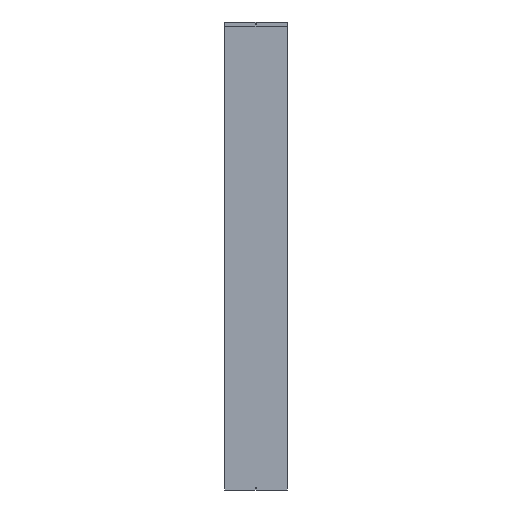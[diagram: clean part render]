
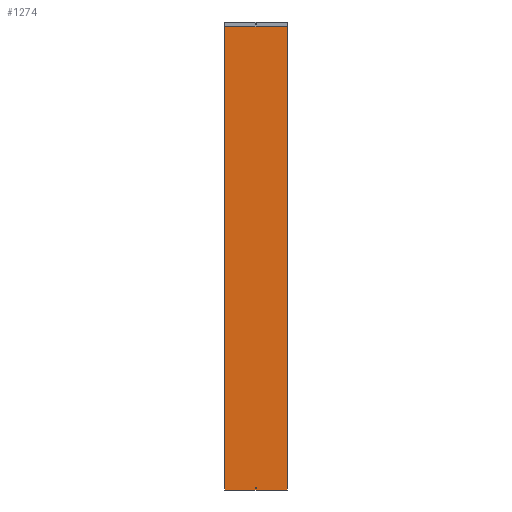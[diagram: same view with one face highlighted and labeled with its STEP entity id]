
A CAD part, front view. The second image highlights one B-rep face of the part: STEP entity #1274.
In plain terms, the highlighted planar face has unit normal (0, -1, 0).
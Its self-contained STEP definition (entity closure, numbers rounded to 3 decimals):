
#9 = VERTEX_POINT ( 'NONE', #880 ) ;
#32 = VERTEX_POINT ( 'NONE', #990 ) ;
#181 = LINE ( 'NONE', #799, #183 ) ;
#183 = VECTOR ( 'NONE', #802, 1000. ) ;
#186 = CIRCLE ( 'NONE', #527, 3.5 ) ;
#188 = LINE ( 'NONE', #784, #190 ) ;
#189 = LINE ( 'NONE', #791, #191 ) ;
#190 = VECTOR ( 'NONE', #767, 1000. ) ;
#191 = VECTOR ( 'NONE', #771, 1000. ) ;
#267 = LINE ( 'NONE', #1040, #271 ) ;
#271 = VECTOR ( 'NONE', #1032, 1000. ) ;
#351 = FACE_BOUND ( 'NONE', #1538, .T. ) ;
#357 = FACE_OUTER_BOUND ( 'NONE', #1546, .T. ) ;
#404 = VERTEX_POINT ( 'NONE', #1412 ) ;
#444 = AXIS2_PLACEMENT_3D ( 'NONE', #1181, #1187, #1188 ) ;
#527 = AXIS2_PLACEMENT_3D ( 'NONE', #777, #773, #776 ) ;
#628 = EDGE_CURVE ( 'NONE', #1864, #1858, #181, .T. ) ;
#631 = EDGE_CURVE ( 'NONE', #404, #404, #186, .T. ) ;
#632 = EDGE_CURVE ( 'NONE', #1864, #32, #189, .T. ) ;
#633 = EDGE_CURVE ( 'NONE', #1858, #9, #188, .T. ) ;
#683 = EDGE_CURVE ( 'NONE', #32, #9, #267, .T. ) ;
#767 = DIRECTION ( 'NONE',  ( 1., 0., 0. ) ) ;
#771 = DIRECTION ( 'NONE',  ( 1., 0., 0. ) ) ;
#773 = DIRECTION ( 'NONE',  ( 0., -1., 0. ) ) ;
#776 = DIRECTION ( 'NONE',  ( 0., 0., 1. ) ) ;
#777 = CARTESIAN_POINT ( 'NONE',  ( 0., 0., 15. ) ) ;
#784 = CARTESIAN_POINT ( 'NONE',  ( -200., 0., 0. ) ) ;
#791 = CARTESIAN_POINT ( 'NONE',  ( -200., 0., 2968. ) ) ;
#799 = CARTESIAN_POINT ( 'NONE',  ( -200., 0., 2969. ) ) ;
#802 = DIRECTION ( 'NONE',  ( 0., 0., -1. ) ) ;
#880 = CARTESIAN_POINT ( 'NONE',  ( 200., 0., 0. ) ) ;
#990 = CARTESIAN_POINT ( 'NONE',  ( 200., 0., 2968. ) ) ;
#1032 = DIRECTION ( 'NONE',  ( 0., 0., -1. ) ) ;
#1040 = CARTESIAN_POINT ( 'NONE',  ( 200., 0., 2969. ) ) ;
#1181 = CARTESIAN_POINT ( 'NONE',  ( -200., 0., 2969. ) ) ;
#1182 = PLANE ( 'NONE',  #444 ) ;
#1187 = DIRECTION ( 'NONE',  ( 0., 1., 0. ) ) ;
#1188 = DIRECTION ( 'NONE',  ( 0., 0., 1. ) ) ;
#1274 = ADVANCED_FACE ( 'NONE', ( #351, #357 ), #1182, .F. ) ;
#1383 = CARTESIAN_POINT ( 'NONE',  ( -200., 0., 0. ) ) ;
#1393 = CARTESIAN_POINT ( 'NONE',  ( -200., 0., 2968. ) ) ;
#1412 = CARTESIAN_POINT ( 'NONE',  ( 0., 0., 18.5 ) ) ;
#1538 = EDGE_LOOP ( 'NONE', ( #1650 ) ) ;
#1546 = EDGE_LOOP ( 'NONE', ( #1649, #1648, #1647, #1646 ) ) ;
#1646 = ORIENTED_EDGE ( 'NONE', *, *, #633, .T. ) ;
#1647 = ORIENTED_EDGE ( 'NONE', *, *, #628, .T. ) ;
#1648 = ORIENTED_EDGE ( 'NONE', *, *, #632, .F. ) ;
#1649 = ORIENTED_EDGE ( 'NONE', *, *, #683, .F. ) ;
#1650 = ORIENTED_EDGE ( 'NONE', *, *, #631, .F. ) ;
#1858 = VERTEX_POINT ( 'NONE', #1383 ) ;
#1864 = VERTEX_POINT ( 'NONE', #1393 ) ;
